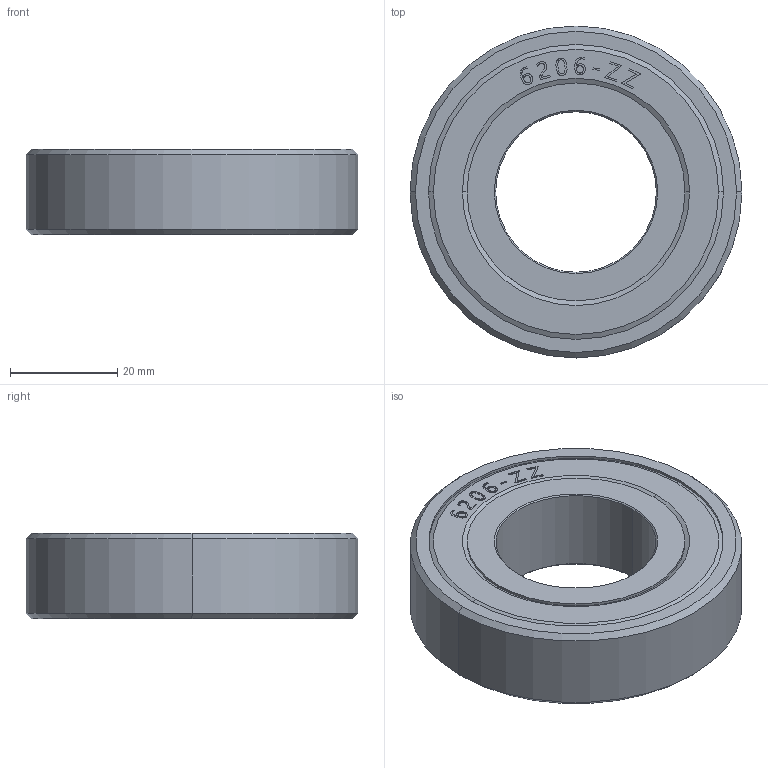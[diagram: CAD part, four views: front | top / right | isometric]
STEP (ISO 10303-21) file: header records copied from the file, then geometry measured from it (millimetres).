
FILE_DESCRIPTION (( 'STEP AP214' ), '1' );
FILE_NAME ('Bearing_Ball_6206_ZZ.STEP', '2019-11-15T17:17:26', ( '' ), ( '' ), 'SwSTEP 2.0', 'SolidWorks 2016', '' );
FILE_SCHEMA (( 'AUTOMOTIVE_DESIGN' ));
Length unit declared in the file: millimetre
Products named in the file (1): Bearing_Ball_6206_ZZ
Bounding box: 62 x 62 x 16 mm (x, y, z)
Volume: 36660.9 mm3; surface area: 9372.5 mm2
Topology: 1 solids, 1 shells, 117 faces, 287 edges, 186 vertices
Faces by surface type: plane 49, bspline 40, cone 16, cylinder 12
Entity records: 6787 total; most frequent: CARTESIAN_POINT 3215, ORIENTED_EDGE 574, DIRECTION 403, EDGE_CURVE 287, VERTEX_POINT 186, LINE 167, VECTOR 167, EDGE_LOOP 133
